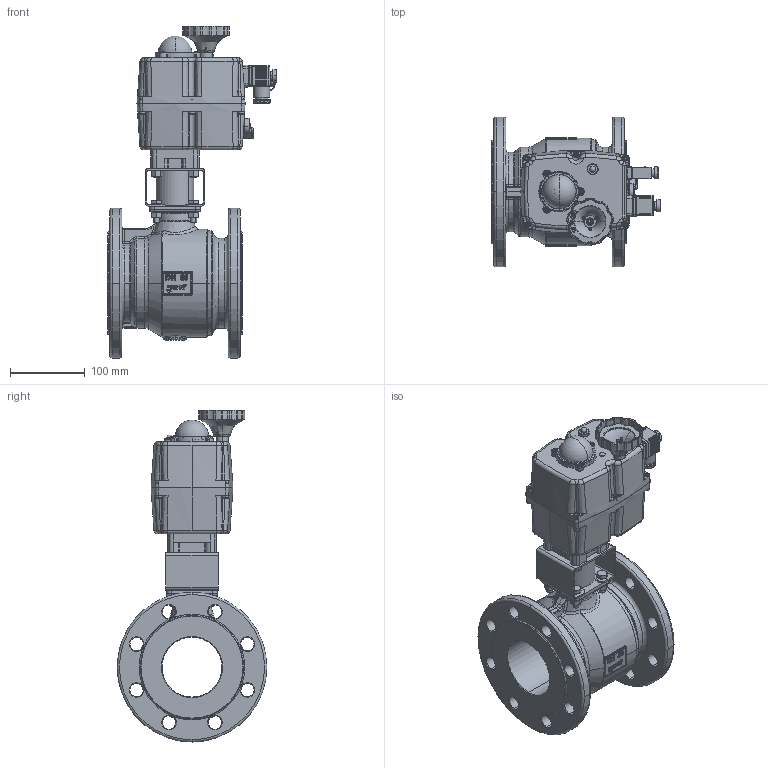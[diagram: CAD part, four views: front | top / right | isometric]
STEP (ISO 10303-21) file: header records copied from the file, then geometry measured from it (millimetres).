
FILE_DESCRIPTION(('HOOPS Exchange Step'),'2;1');
FILE_NAME('EK04_DN80.stp','2025-05-16T10:10:53+02:00',('nieru'),('Unknown organisation'),'HOOPS Exchange 2024.2','HOOPS Exchange','Unknown authorisation');
FILE_SCHEMA( ('AP203_CONFIGURATION_CONTROLLED_3D_DESIGN_OF_MECHANICAL_PARTS_AND_ASSEMBLIES_MIM_LF') );
Length unit declared in the file: millimetre
Products named in the file (7): 0; root
Assembly tree (6 placements, depth 3):
  root
    0
      0
      0
      0
      0
      0
Bounding box: 225.36 x 200 x 443.45 mm (x, y, z)
Volume: 4096459.6 mm3; surface area: 510321.4 mm2
Topology: 55 solids, 55 shells, 4163 faces, 10189 edges, 6084 vertices
Faces by surface type: cylinder 1223, bspline 961, plane 900, torus 567, cone 342, extrusion 125, sphere 45
Full cylindrical faces by diameter (mm): 2.204 x3, 7.825 x1, 11 x1, 11.516 x1, 14 x1, 14.894 x1, 16.5 x1, 36.194 x1, 39.9 x1, 45 x1, 55 x1, 120 x1
Entity records: 221062 total; most frequent: CARTESIAN_POINT 131577, ORIENTED_EDGE 20118, DIRECTION 16339, EDGE_CURVE 10059, AXIS2_PLACEMENT_3D 6499, VERTEX_POINT 6087, EDGE_LOOP 4392, FACE_BOUND 4392
